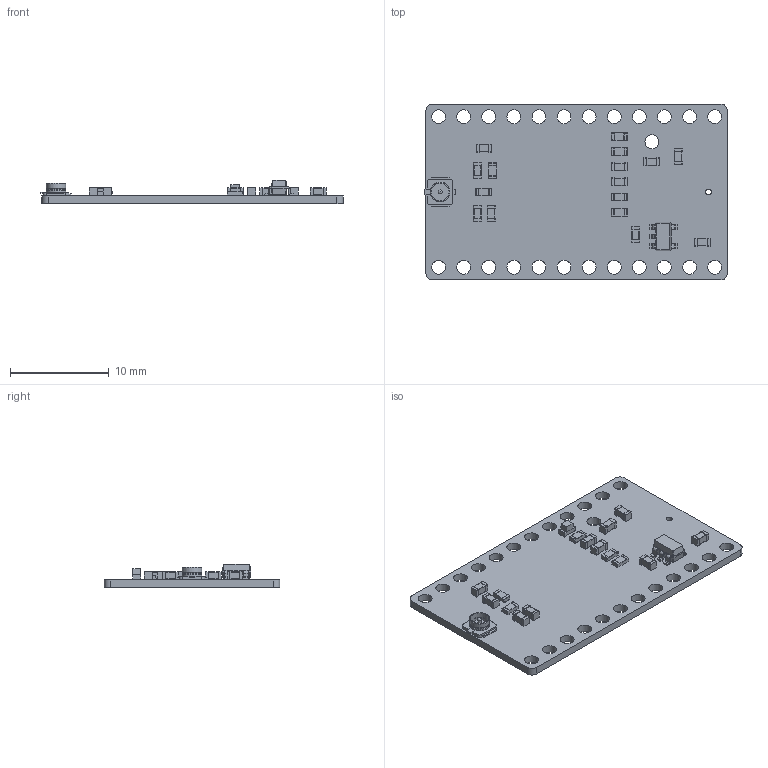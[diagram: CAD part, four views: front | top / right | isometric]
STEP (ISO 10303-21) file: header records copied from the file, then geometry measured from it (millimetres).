
FILE_DESCRIPTION(('KiCad electronic assembly'),'2;1');
FILE_NAME('POS.step','2021-10-25T19:35:03',('An Author'),('A Company'), 'Open CASCADE STEP processor 7.3','KiCad to STEP converter','Unknown' );
FILE_SCHEMA(('AUTOMOTIVE_DESIGN { 1 0 10303 214 1 1 1 1 }'));
Length unit declared in the file: millimetre
Products named in the file (14): Open CASCADE STEP translator 7.3 1; R_0603_1608Metric; SOLID; L_0603_1608Metric; C_0603_1608Metric; SOT-23-5; U.FL_Hirose_U.FL-R-SMT-1_Vertical; LED_0603_1608Metric; COMPOUND
Assembly tree (25 placements, depth 3):
  Open CASCADE STEP translator 7.3 1
    R_0603_1608Metric  x5
      SOLID
    L_0603_1608Metric
      SOLID
    C_0603_1608Metric  x9
      SOLID
    SOT-23-5
      SOLID
    U.FL_Hirose_U.FL-R-SMT-1_Vertical
      SOLID
    LED_0603_1608Metric
      SOLID
    COMPOUND
Bounding box: 30.6 x 17.78 x 2.4 mm (x, y, z)
Volume: 424.9 mm3; surface area: 1323.4 mm2
Topology: 19 solids, 19 shells, 651 faces, 1689 edges, 1098 vertices
Faces by surface type: plane 391, cylinder 227, bspline 29, cone 3, sphere 1
Full cylindrical faces by diameter (mm): 0.4 x1, 0.6 x1, 1.4 x25, 1.8 x1, 1.92 x1, 2 x2
Entity records: 23328 total; most frequent: CARTESIAN_POINT 4013, DIRECTION 3212, LINE 2017, VECTOR 2017, ORIENTED_EDGE 1680, PCURVE 1680, DEFINITIONAL_REPRESENTATION 1680, EDGE_CURVE 840
